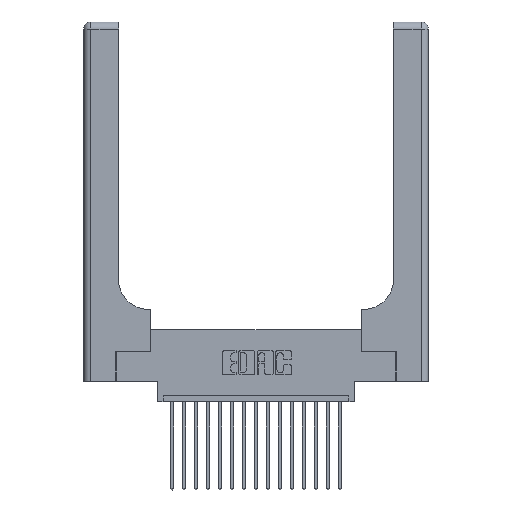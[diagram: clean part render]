
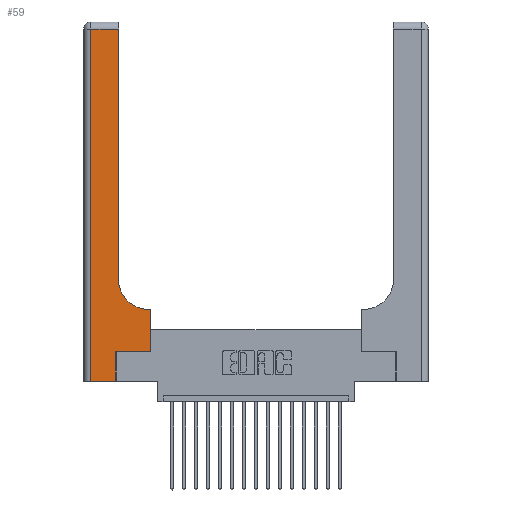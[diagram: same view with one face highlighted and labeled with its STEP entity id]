
A CAD part, top view. The second image highlights one B-rep face of the part: STEP entity #59.
In plain terms, the highlighted planar face has unit normal (0, 0, 1).
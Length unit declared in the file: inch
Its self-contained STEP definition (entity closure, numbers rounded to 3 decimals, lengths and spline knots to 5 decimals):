
#59 = ADVANCED_FACE ( 'NONE', ( #465 ), #4840, .F. ) ;
#109 = VECTOR ( 'NONE', #16795, 39.37008 ) ;
#389 = CARTESIAN_POINT ( 'NONE',  ( 0.5415, 0.85, 0.37 ) ) ;
#465 = FACE_OUTER_BOUND ( 'NONE', #17512, .T. ) ;
#753 = VECTOR ( 'NONE', #11728, 39.37008 ) ;
#823 = CARTESIAN_POINT ( 'NONE',  ( 0.269, 0.25, 0.37 ) ) ;
#1375 = DIRECTION ( 'NONE',  ( 0., -1., 0. ) ) ;
#1727 = LINE ( 'NONE', #823, #753 ) ;
#1964 = DIRECTION ( 'NONE',  ( 1., 0., 0. ) ) ;
#2288 = VERTEX_POINT ( 'NONE', #19999 ) ;
#3226 = ORIENTED_EDGE ( 'NONE', *, *, #9842, .T. ) ;
#3286 = VERTEX_POINT ( 'NONE', #6013 ) ;
#3658 = CARTESIAN_POINT ( 'NONE',  ( 0.2915, 0.6, 0.37 ) ) ;
#4046 = LINE ( 'NONE', #20171, #109 ) ;
#4202 = CARTESIAN_POINT ( 'NONE',  ( 0.5585, 0.25, 0.37 ) ) ;
#4346 = EDGE_CURVE ( 'NONE', #7634, #12720, #19669, .T. ) ;
#4368 = ORIENTED_EDGE ( 'NONE', *, *, #4387, .T. ) ;
#4387 = EDGE_CURVE ( 'NONE', #17546, #7634, #17429, .T. ) ;
#4496 = LINE ( 'NONE', #13594, #18166 ) ;
#4827 = LINE ( 'NONE', #6493, #14342 ) ;
#4840 = PLANE ( 'NONE',  #7876 ) ;
#5451 = ORIENTED_EDGE ( 'NONE', *, *, #5977, .T. ) ;
#5682 = DIRECTION ( 'NONE',  ( 0., 1., 0. ) ) ;
#5734 = EDGE_CURVE ( 'NONE', #13292, #7392, #16902, .T. ) ;
#5812 = CARTESIAN_POINT ( 'NONE',  ( 0.06, 2.94, 0.37 ) ) ;
#5954 = ORIENTED_EDGE ( 'NONE', *, *, #12509, .T. ) ;
#5977 = EDGE_CURVE ( 'NONE', #15215, #17546, #1727, .T. ) ;
#6013 = CARTESIAN_POINT ( 'NONE',  ( 0.2915, 2.94, 0.37 ) ) ;
#6063 = CARTESIAN_POINT ( 'NONE',  ( 0.5585, 0.6, 0.37 ) ) ;
#6493 = CARTESIAN_POINT ( 'NONE',  ( 0., 2.94, 0.37 ) ) ;
#6634 = CARTESIAN_POINT ( 'NONE',  ( 0., 3., 0.37 ) ) ;
#6982 = EDGE_CURVE ( 'NONE', #14597, #3286, #4496, .T. ) ;
#7236 = CARTESIAN_POINT ( 'NONE',  ( 0.5415, 0.6, 0.37 ) ) ;
#7392 = VERTEX_POINT ( 'NONE', #13005 ) ;
#7575 = CARTESIAN_POINT ( 'NONE',  ( 0.269, 0.25, 0.37 ) ) ;
#7634 = VERTEX_POINT ( 'NONE', #6063 ) ;
#7807 = CARTESIAN_POINT ( 'NONE',  ( 0.2915, 0.85, 0.37 ) ) ;
#7876 = AXIS2_PLACEMENT_3D ( 'NONE', #6634, #9289, #13967 ) ;
#8744 = CARTESIAN_POINT ( 'NONE',  ( 0.5585, 0.25, 0.37 ) ) ;
#9289 = DIRECTION ( 'NONE',  ( 0., 0., -1. ) ) ;
#9842 = EDGE_CURVE ( 'NONE', #2288, #15215, #17062, .T. ) ;
#10712 = CARTESIAN_POINT ( 'NONE',  ( 0.06, 3., 0.37 ) ) ;
#10723 = ORIENTED_EDGE ( 'NONE', *, *, #5734, .T. ) ;
#11297 = DIRECTION ( 'NONE',  ( 0., 0., -1. ) ) ;
#11417 = ORIENTED_EDGE ( 'NONE', *, *, #14714, .T. ) ;
#11728 = DIRECTION ( 'NONE',  ( 1., 0., 0. ) ) ;
#11786 = VECTOR ( 'NONE', #5682, 39.37008 ) ;
#11818 = CARTESIAN_POINT ( 'NONE',  ( 0.269, 0., 0.37 ) ) ;
#12217 = EDGE_CURVE ( 'NONE', #7392, #2288, #4046, .T. ) ;
#12509 = EDGE_CURVE ( 'NONE', #12720, #14597, #14535, .T. ) ;
#12720 = VERTEX_POINT ( 'NONE', #7236 ) ;
#12984 = AXIS2_PLACEMENT_3D ( 'NONE', #389, #11297, #1964 ) ;
#13005 = CARTESIAN_POINT ( 'NONE',  ( 0.06, 0., 0.37 ) ) ;
#13035 = DIRECTION ( 'NONE',  ( -1., 0., 0. ) ) ;
#13292 = VERTEX_POINT ( 'NONE', #5812 ) ;
#13458 = DIRECTION ( 'NONE',  ( 0., 1., 0. ) ) ;
#13459 = DIRECTION ( 'NONE',  ( 0., 1., 0. ) ) ;
#13594 = CARTESIAN_POINT ( 'NONE',  ( 0.2915, 3., 0.37 ) ) ;
#13967 = DIRECTION ( 'NONE',  ( -1., 0., 0. ) ) ;
#14342 = VECTOR ( 'NONE', #17324, 39.37008 ) ;
#14535 = CIRCLE ( 'NONE', #12984, 0.25 ) ;
#14597 = VERTEX_POINT ( 'NONE', #7807 ) ;
#14714 = EDGE_CURVE ( 'NONE', #3286, #13292, #4827, .T. ) ;
#15006 = VECTOR ( 'NONE', #13035, 39.37008 ) ;
#15215 = VERTEX_POINT ( 'NONE', #7575 ) ;
#16795 = DIRECTION ( 'NONE',  ( 1., 0., 0. ) ) ;
#16823 = VECTOR ( 'NONE', #13458, 39.37008 ) ;
#16902 = LINE ( 'NONE', #10712, #17635 ) ;
#17062 = LINE ( 'NONE', #11818, #16823 ) ;
#17324 = DIRECTION ( 'NONE',  ( -1., 0., 0. ) ) ;
#17429 = LINE ( 'NONE', #8744, #11786 ) ;
#17512 = EDGE_LOOP ( 'NONE', ( #18874, #11417, #10723, #20189, #3226, #5451, #4368, #18926, #5954 ) ) ;
#17546 = VERTEX_POINT ( 'NONE', #4202 ) ;
#17635 = VECTOR ( 'NONE', #1375, 39.37008 ) ;
#18166 = VECTOR ( 'NONE', #13459, 39.37008 ) ;
#18874 = ORIENTED_EDGE ( 'NONE', *, *, #6982, .T. ) ;
#18926 = ORIENTED_EDGE ( 'NONE', *, *, #4346, .T. ) ;
#19669 = LINE ( 'NONE', #3658, #15006 ) ;
#19999 = CARTESIAN_POINT ( 'NONE',  ( 0.269, 0., 0.37 ) ) ;
#20171 = CARTESIAN_POINT ( 'NONE',  ( 0., 0., 0.37 ) ) ;
#20189 = ORIENTED_EDGE ( 'NONE', *, *, #12217, .T. ) ;
